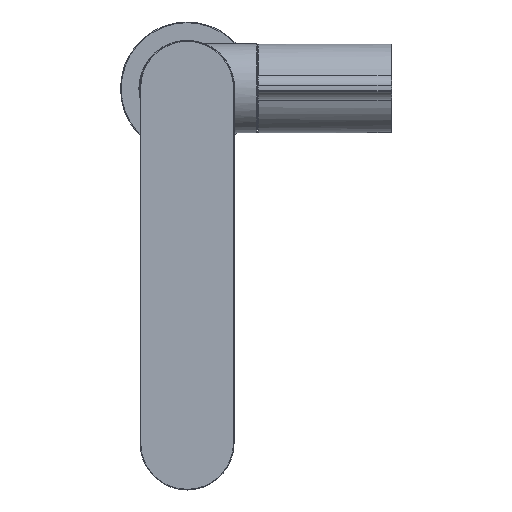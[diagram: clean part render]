
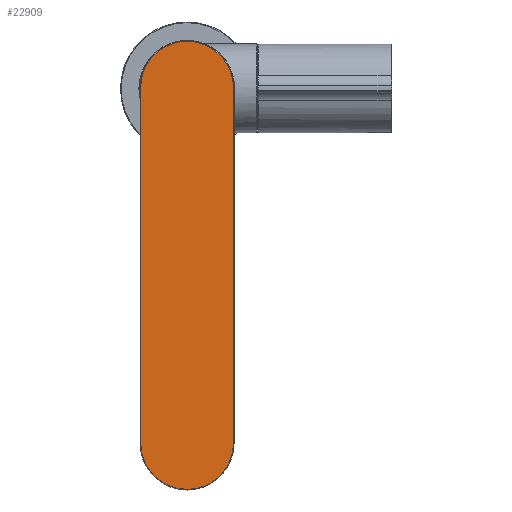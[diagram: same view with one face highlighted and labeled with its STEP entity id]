
A CAD part, top view. The second image highlights one B-rep face of the part: STEP entity #22909.
In plain terms, the highlighted planar face has unit normal (0, 0, 1).
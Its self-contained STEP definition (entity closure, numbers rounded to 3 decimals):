
#300=LINE('',#53518,#2928);
#301=LINE('',#53523,#2929);
#2928=VECTOR('',#28455,1000.);
#2929=VECTOR('',#28458,1000.);
#7276=ORIENTED_EDGE('',*,*,#13167,.T.);
#7277=ORIENTED_EDGE('',*,*,#13168,.T.);
#7278=ORIENTED_EDGE('',*,*,#13169,.T.);
#7279=ORIENTED_EDGE('',*,*,#13170,.T.);
#13167=EDGE_CURVE('',#16237,#16238,#300,.F.);
#13168=EDGE_CURVE('',#16238,#16239,#18219,.F.);
#13169=EDGE_CURVE('',#16239,#16240,#301,.T.);
#13170=EDGE_CURVE('',#16240,#16237,#18220,.F.);
#16237=VERTEX_POINT('',#53519);
#16238=VERTEX_POINT('',#53520);
#16239=VERTEX_POINT('',#53522);
#16240=VERTEX_POINT('',#53524);
#18219=CIRCLE('',#25977,20.9);
#18220=CIRCLE('',#25978,20.9);
#18864=EDGE_LOOP('',(#7276,#7277,#7278,#7279));
#20487=FACE_BOUND('',#18864,.T.);
#21768=PLANE('',#25976);
#22909=ADVANCED_FACE('',(#20487),#21768,.F.);
#25976=AXIS2_PLACEMENT_3D('',#53517,#28453,#28454);
#25977=AXIS2_PLACEMENT_3D('',#53521,#28456,#28457);
#25978=AXIS2_PLACEMENT_3D('',#53525,#28459,#28460);
#28453=DIRECTION('',(0.,0.,-1.));
#28454=DIRECTION('',(-1.,0.,0.));
#28455=DIRECTION('',(-1.,0.,0.));
#28456=DIRECTION('',(0.,0.,-1.));
#28457=DIRECTION('',(-1.,0.,0.));
#28458=DIRECTION('',(-1.,0.,0.));
#28459=DIRECTION('',(0.,0.,-1.));
#28460=DIRECTION('',(-1.,0.,0.));
#53517=CARTESIAN_POINT('',(0.,0.,116.));
#53518=CARTESIAN_POINT('',(160.,-20.9,116.));
#53519=CARTESIAN_POINT('',(0.,-20.9,116.));
#53520=CARTESIAN_POINT('',(160.,-20.9,116.));
#53521=CARTESIAN_POINT('',(160.,0.,116.));
#53522=CARTESIAN_POINT('',(160.,20.9,116.));
#53523=CARTESIAN_POINT('',(0.,20.9,116.));
#53524=CARTESIAN_POINT('',(0.,20.9,116.));
#53525=CARTESIAN_POINT('',(0.,0.,116.));
